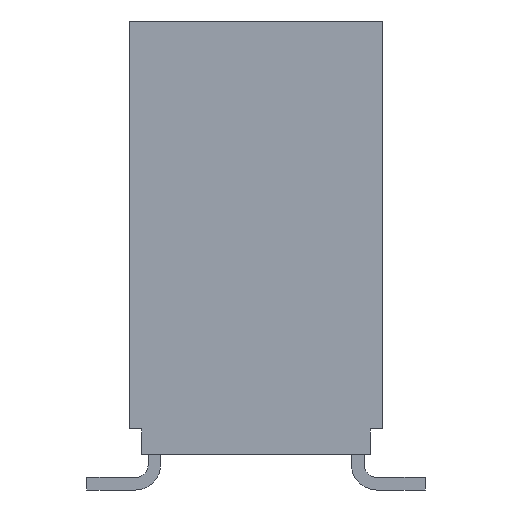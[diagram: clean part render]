
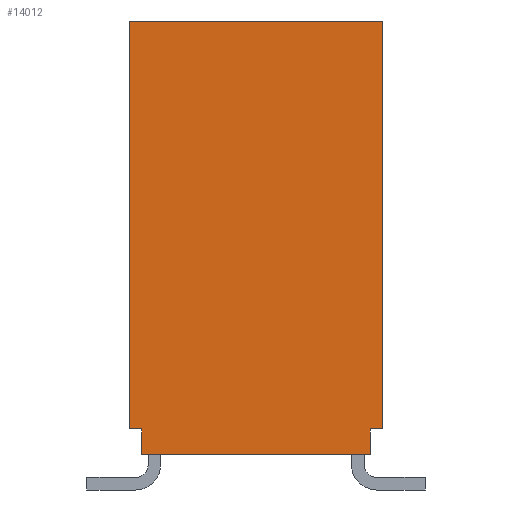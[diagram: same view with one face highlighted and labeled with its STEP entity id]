
A CAD part, left-side view. The second image highlights one B-rep face of the part: STEP entity #14012.
In plain terms, the highlighted planar face has unit normal (-1, 0, 0).
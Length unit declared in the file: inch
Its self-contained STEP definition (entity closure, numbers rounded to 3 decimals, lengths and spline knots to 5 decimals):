
#5=DIRECTION('',(0.,-1.,0.));
#6=VECTOR('',#5,0.18);
#7=CARTESIAN_POINT('',(-0.6995,0.09,0.));
#8=LINE('',#7,#6);
#309=DIRECTION('',(0.,0.,1.));
#310=VECTOR('',#309,0.02);
#311=CARTESIAN_POINT('',(-0.6995,0.09,0.));
#312=LINE('',#311,#310);
#313=DIRECTION('',(0.,-1.,0.));
#314=VECTOR('',#313,0.0095);
#315=CARTESIAN_POINT('',(-0.6995,0.0995,0.02));
#316=LINE('',#315,#314);
#317=DIRECTION('',(0.,0.,1.));
#318=VECTOR('',#317,0.32);
#319=CARTESIAN_POINT('',(-0.6995,0.0995,0.02));
#320=LINE('',#319,#318);
#321=DIRECTION('',(0.,1.,0.));
#322=VECTOR('',#321,0.0095);
#323=CARTESIAN_POINT('',(-0.6995,-0.0995,0.02));
#324=LINE('',#323,#322);
#325=DIRECTION('',(0.,0.,1.));
#326=VECTOR('',#325,0.02);
#327=CARTESIAN_POINT('',(-0.6995,-0.09,0.));
#328=LINE('',#327,#326);
#929=DIRECTION('',(0.,0.,1.));
#930=VECTOR('',#929,0.32);
#931=CARTESIAN_POINT('',(-0.6995,-0.0995,0.02));
#932=LINE('',#931,#930);
#1801=DIRECTION('',(0.,-1.,0.));
#1802=VECTOR('',#1801,0.199);
#1803=CARTESIAN_POINT('',(-0.6995,0.0995,0.34));
#1804=LINE('',#1803,#1802);
#10065=CARTESIAN_POINT('',(-0.6995,0.0995,0.34));
#10066=CARTESIAN_POINT('',(-0.6995,-0.0995,0.34));
#10067=VERTEX_POINT('',#10065);
#10068=VERTEX_POINT('',#10066);
#10173=CARTESIAN_POINT('',(-0.6995,0.09,0.));
#10175=VERTEX_POINT('',#10173);
#10197=CARTESIAN_POINT('',(-0.6995,-0.09,0.));
#10199=VERTEX_POINT('',#10197);
#10221=CARTESIAN_POINT('',(-0.6995,0.09,0.02));
#10222=VERTEX_POINT('',#10221);
#10223=CARTESIAN_POINT('',(-0.6995,0.0995,0.02));
#10224=VERTEX_POINT('',#10223);
#10225=CARTESIAN_POINT('',(-0.6995,-0.0995,0.02));
#10226=CARTESIAN_POINT('',(-0.6995,-0.09,0.02));
#10227=VERTEX_POINT('',#10225);
#10228=VERTEX_POINT('',#10226);
#13992=CARTESIAN_POINT('',(-0.6995,0.0995,0.));
#13993=DIRECTION('',(-1.,0.,0.));
#13994=DIRECTION('',(0.,-1.,0.));
#13995=AXIS2_PLACEMENT_3D('',#13992,#13993,#13994);
#13996=PLANE('',#13995);
#13997=ORIENTED_EDGE('',*,*,#13539,.T.);
#13999=ORIENTED_EDGE('',*,*,#13998,.F.);
#14001=ORIENTED_EDGE('',*,*,#14000,.T.);
#14003=ORIENTED_EDGE('',*,*,#14002,.T.);
#14005=ORIENTED_EDGE('',*,*,#14004,.F.);
#14007=ORIENTED_EDGE('',*,*,#14006,.T.);
#14008=ORIENTED_EDGE('',*,*,#13774,.F.);
#14009=ORIENTED_EDGE('',*,*,#13296,.F.);
#14010=EDGE_LOOP('',(#13997,#13999,#14001,#14003,#14005,#14007,#14008,#14009));
#14011=FACE_OUTER_BOUND('',#14010,.F.);
#14012=ADVANCED_FACE('',(#14011),#13996,.T.);
#13296=EDGE_CURVE('',#10175,#10199,#8,.T.);
#13539=EDGE_CURVE('',#10175,#10222,#312,.T.);
#13774=EDGE_CURVE('',#10199,#10228,#328,.T.);
#13998=EDGE_CURVE('',#10224,#10222,#316,.T.);
#14000=EDGE_CURVE('',#10224,#10067,#320,.T.);
#14002=EDGE_CURVE('',#10067,#10068,#1804,.T.);
#14004=EDGE_CURVE('',#10227,#10068,#932,.T.);
#14006=EDGE_CURVE('',#10227,#10228,#324,.T.);
